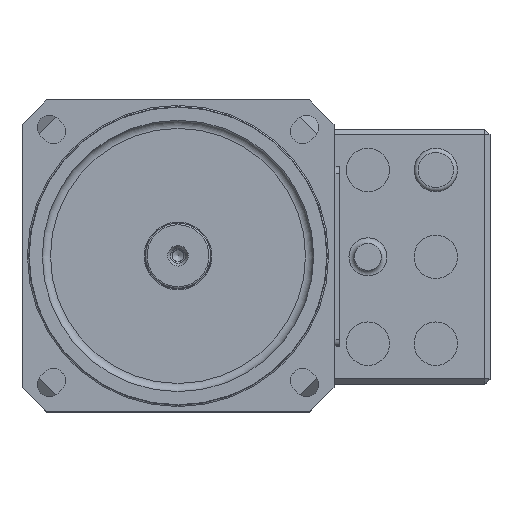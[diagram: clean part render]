
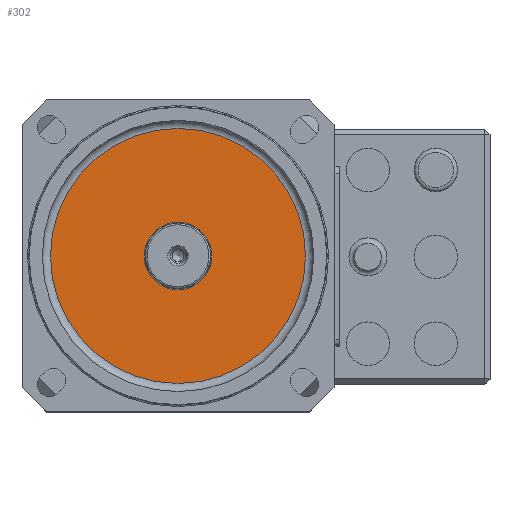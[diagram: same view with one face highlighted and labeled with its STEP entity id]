
A CAD part, top view. The second image highlights one B-rep face of the part: STEP entity #302.
In plain terms, the highlighted planar face has unit normal (0, 0, 1).
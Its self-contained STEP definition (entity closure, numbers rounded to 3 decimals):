
#302=ADVANCED_FACE('',(#495),#421,.F.);
#421=PLANE('',#2227);
#495=FACE_OUTER_BOUND('',#617,.T.);
#617=EDGE_LOOP('',(#1062));
#811=CIRCLE('',#2226,47.);
#1062=ORIENTED_EDGE('',*,*,#1744,.T.);
#1516=VERTEX_POINT('',#3548);
#1744=EDGE_CURVE('',#1516,#1516,#811,.T.);
#2226=AXIS2_PLACEMENT_3D('',#3547,#2622,#2623);
#2227=AXIS2_PLACEMENT_3D('',#3549,#2624,#2625);
#2622=DIRECTION('',(0.,0.,1.));
#2623=DIRECTION('',(-1.,0.,0.));
#2624=DIRECTION('',(0.,0.,-1.));
#2625=DIRECTION('',(-1.,0.,0.));
#3547=CARTESIAN_POINT('',(0.,0.,31.));
#3548=CARTESIAN_POINT('',(-47.,0.,31.));
#3549=CARTESIAN_POINT('',(0.,0.,31.));
